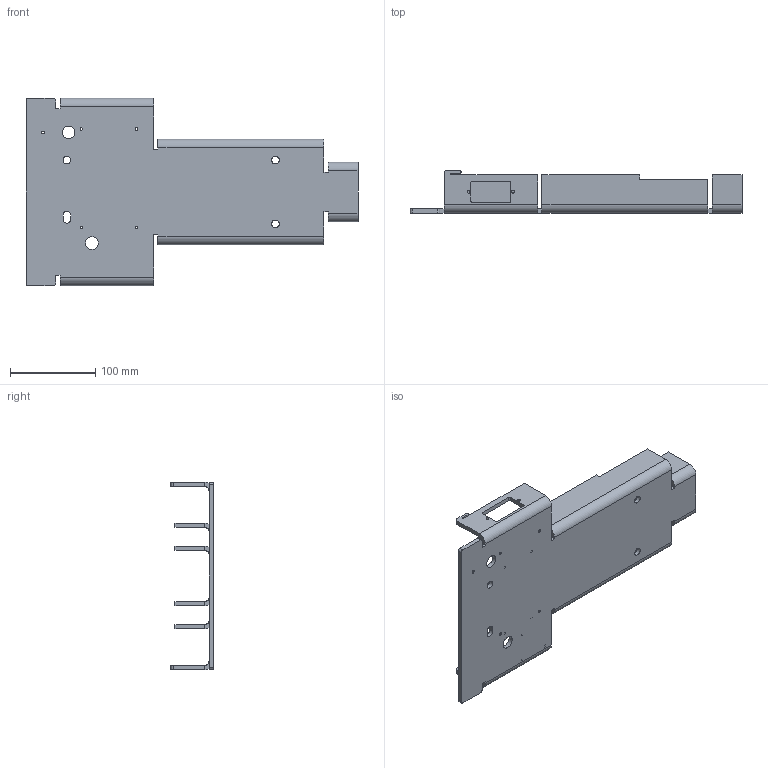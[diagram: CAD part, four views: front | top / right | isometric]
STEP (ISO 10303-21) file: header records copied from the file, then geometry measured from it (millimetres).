
FILE_DESCRIPTION(/* description */ ('','CAx-IF Rec.Pracs.---Representation and Presentation of Product Manufacturing Information (PMI)---4.0---2014-10-13'),/* implementation_level */ '2;1');
FILE_NAME(/* name */ '28-30-101-A1_ZI06 Mittelteilblech, Grundgestell .step',/* time_stamp */ '2025-02-21T10:36:46+01:00',/* author */ (''),/* organization */ (''),/* preprocessor_version */ 'ST-DEVELOPER v20',/* originating_system */ 'Autodesk Translation Framework v13.20.0.188',/* authorisation */ '');
FILE_SCHEMA (('AP242_MANAGED_MODEL_BASED_3D_ENGINEERING_MIM_LF { 1 0 10303 442 1 1 4 }'));
Length unit declared in the file: millimetre
Products named in the file (1): 28-30-101-A1_ZI06 Mittelteilblech, Grundgestell
Bounding box: 390 x 50 x 220 mm (x, y, z)
Volume: 412149.6 mm3; surface area: 176694.6 mm2
Topology: 1 solids, 1 shells, 142 faces, 351 edges, 218 vertices
Faces by surface type: plane 91, cylinder 51
Full cylindrical faces by diameter (mm): 3 x11, 3.3 x3, 9 x3, 15 x2
Entity records: 4249 total; most frequent: DIRECTION 739, CARTESIAN_POINT 712, ORIENTED_EDGE 702, EDGE_CURVE 351, LINE 249, VECTOR 249, AXIS2_PLACEMENT_3D 245, VERTEX_POINT 218
